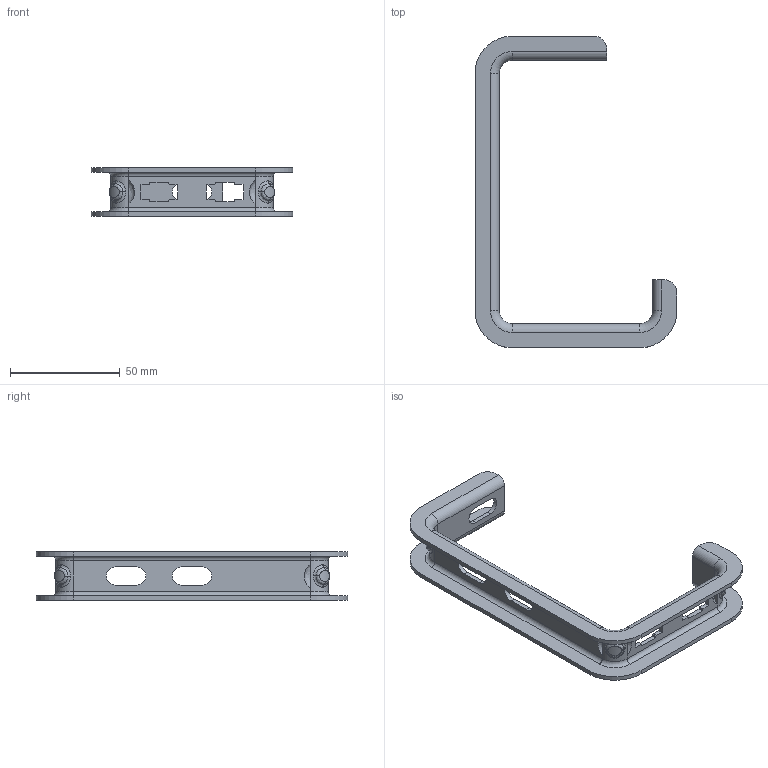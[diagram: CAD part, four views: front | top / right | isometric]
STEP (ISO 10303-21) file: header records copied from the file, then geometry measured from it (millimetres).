
FILE_DESCRIPTION((''),'2;1');
FILE_NAME('720205','2019-10-29T14:25:47',('tomasz.grudniewski'),(''),'CREO PARAMETRIC BY PTC INC, 2019080','CREO PARAMETRIC BY PTC INC, 2019080','');
FILE_SCHEMA(('CONFIG_CONTROL_DESIGN'));
Length unit declared in the file: millimetre
Products named in the file (1): 720205
Bounding box: 92 x 142 x 22 mm (x, y, z)
Volume: 18654.1 mm3; surface area: 20753.8 mm2
Topology: 1 solids, 1 shells, 360 faces, 968 edges, 627 vertices
Faces by surface type: plane 139, extrusion 87, cylinder 70, bspline 40, torus 24
Entity records: 13677 total; most frequent: CARTESIAN_POINT 5104, ORIENTED_EDGE 1936, DIRECTION 1429, EDGE_CURVE 968, VERTEX_POINT 627, VECTOR 607, LINE 520, AXIS2_PLACEMENT_3D 411
